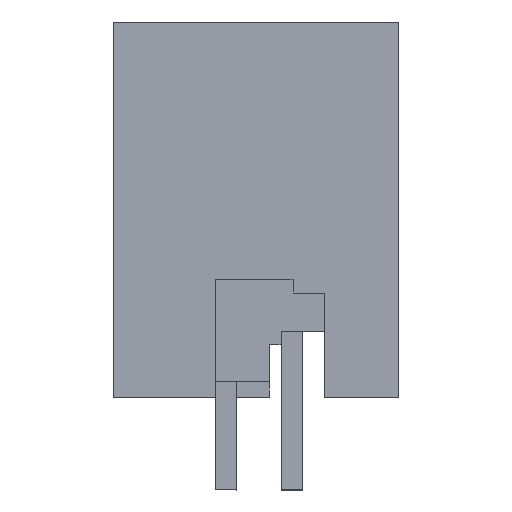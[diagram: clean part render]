
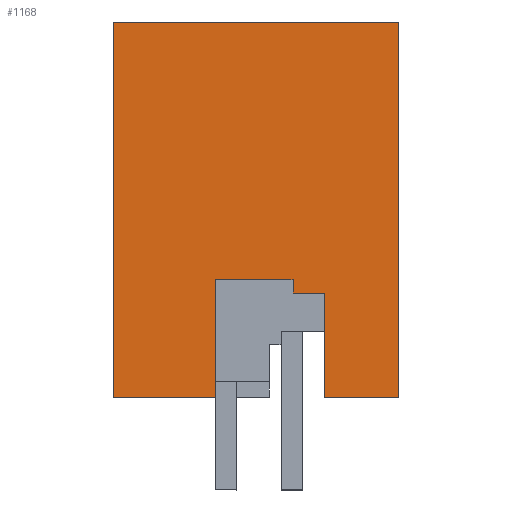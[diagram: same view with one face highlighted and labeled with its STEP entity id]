
A CAD part, left-side view. The second image highlights one B-rep face of the part: STEP entity #1168.
In plain terms, the highlighted planar face has unit normal (-1, 0, 0).
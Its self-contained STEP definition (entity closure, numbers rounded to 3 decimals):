
#1114=AXIS2_PLACEMENT_3D('Plane Axis2P3D',#1111,#1112,#1113) ;
#183=CARTESIAN_POINT('Vertex',(0.,10.8,17.7)) ;
#186=CARTESIAN_POINT('Line Origine',(0.,5.4,17.7)) ;
#190=CARTESIAN_POINT('Vertex',(0.,0.,17.7)) ;
#487=CARTESIAN_POINT('Vertex',(0.,0.,3.5)) ;
#490=CARTESIAN_POINT('Line Origine',(0.,0.,10.6)) ;
#507=CARTESIAN_POINT('Line Origine',(0.,1.4,3.5)) ;
#511=CARTESIAN_POINT('Vertex',(0.,2.8,3.5)) ;
#734=CARTESIAN_POINT('Vertex',(0.,10.8,3.5)) ;
#737=CARTESIAN_POINT('Line Origine',(0.,10.8,10.6)) ;
#1111=CARTESIAN_POINT('Axis2P3D Location',(0.,10.8,12.7)) ;
#1116=CARTESIAN_POINT('Line Origine',(0.,8.875,3.5)) ;
#1120=CARTESIAN_POINT('Vertex',(0.,6.95,3.5)) ;
#1123=CARTESIAN_POINT('Line Origine',(0.,6.95,5.725)) ;
#1127=CARTESIAN_POINT('Vertex',(0.,6.95,7.95)) ;
#1130=CARTESIAN_POINT('Line Origine',(0.,5.475,7.95)) ;
#1134=CARTESIAN_POINT('Vertex',(0.,4.,7.95)) ;
#1137=CARTESIAN_POINT('Line Origine',(0.,4.,7.7)) ;
#1141=CARTESIAN_POINT('Vertex',(0.,4.,7.45)) ;
#1144=CARTESIAN_POINT('Line Origine',(0.,3.4,7.45)) ;
#1148=CARTESIAN_POINT('Vertex',(0.,2.8,7.45)) ;
#1151=CARTESIAN_POINT('Line Origine',(0.,2.8,5.475)) ;
#187=DIRECTION('Vector Direction',(0.,-1.,0.)) ;
#491=DIRECTION('Vector Direction',(0.,0.,1.)) ;
#508=DIRECTION('Vector Direction',(0.,-1.,0.)) ;
#738=DIRECTION('Vector Direction',(0.,0.,1.)) ;
#1112=DIRECTION('Axis2P3D Direction',(1.,0.,0.)) ;
#1113=DIRECTION('Axis2P3D XDirection',(0.,1.,0.)) ;
#1117=DIRECTION('Vector Direction',(0.,-1.,0.)) ;
#1124=DIRECTION('Vector Direction',(0.,0.,-1.)) ;
#1131=DIRECTION('Vector Direction',(0.,-1.,0.)) ;
#1138=DIRECTION('Vector Direction',(0.,0.,-1.)) ;
#1145=DIRECTION('Vector Direction',(0.,-1.,0.)) ;
#1152=DIRECTION('Vector Direction',(0.,0.,-1.)) ;
#188=VECTOR('Line Direction',#187,1.) ;
#492=VECTOR('Line Direction',#491,1.) ;
#509=VECTOR('Line Direction',#508,1.) ;
#739=VECTOR('Line Direction',#738,1.) ;
#1118=VECTOR('Line Direction',#1117,1.) ;
#1125=VECTOR('Line Direction',#1124,1.) ;
#1132=VECTOR('Line Direction',#1131,1.) ;
#1139=VECTOR('Line Direction',#1138,1.) ;
#1146=VECTOR('Line Direction',#1145,1.) ;
#1153=VECTOR('Line Direction',#1152,1.) ;
#1157=ORIENTED_EDGE('',*,*,#513,.T.) ;
#1158=ORIENTED_EDGE('',*,*,#494,.T.) ;
#1159=ORIENTED_EDGE('',*,*,#192,.F.) ;
#1160=ORIENTED_EDGE('',*,*,#741,.F.) ;
#1161=ORIENTED_EDGE('',*,*,#1122,.T.) ;
#1162=ORIENTED_EDGE('',*,*,#1129,.F.) ;
#1163=ORIENTED_EDGE('',*,*,#1136,.T.) ;
#1164=ORIENTED_EDGE('',*,*,#1143,.T.) ;
#1165=ORIENTED_EDGE('',*,*,#1150,.T.) ;
#1166=ORIENTED_EDGE('',*,*,#1155,.T.) ;
#1168=ADVANCED_FACE('HOUSING',(#1167),#1115,.F.) ;
#192=EDGE_CURVE('',#184,#191,#189,.T.) ;
#494=EDGE_CURVE('',#488,#191,#493,.T.) ;
#513=EDGE_CURVE('',#512,#488,#510,.T.) ;
#741=EDGE_CURVE('',#735,#184,#740,.T.) ;
#1122=EDGE_CURVE('',#735,#1121,#1119,.T.) ;
#1129=EDGE_CURVE('',#1128,#1121,#1126,.T.) ;
#1136=EDGE_CURVE('',#1128,#1135,#1133,.T.) ;
#1143=EDGE_CURVE('',#1135,#1142,#1140,.T.) ;
#1150=EDGE_CURVE('',#1142,#1149,#1147,.T.) ;
#1155=EDGE_CURVE('',#1149,#512,#1154,.T.) ;
#1156=EDGE_LOOP('',(#1157,#1158,#1159,#1160,#1161,#1162,#1163,#1164,#1165,#1166)) ;
#1167=FACE_OUTER_BOUND('',#1156,.T.) ;
#189=LINE('Line',#186,#188) ;
#493=LINE('Line',#490,#492) ;
#510=LINE('Line',#507,#509) ;
#740=LINE('Line',#737,#739) ;
#1119=LINE('Line',#1116,#1118) ;
#1126=LINE('Line',#1123,#1125) ;
#1133=LINE('Line',#1130,#1132) ;
#1140=LINE('Line',#1137,#1139) ;
#1147=LINE('Line',#1144,#1146) ;
#1154=LINE('Line',#1151,#1153) ;
#1115=PLANE('',#1114) ;
#184=VERTEX_POINT('',#183) ;
#191=VERTEX_POINT('',#190) ;
#488=VERTEX_POINT('',#487) ;
#512=VERTEX_POINT('',#511) ;
#735=VERTEX_POINT('',#734) ;
#1121=VERTEX_POINT('',#1120) ;
#1128=VERTEX_POINT('',#1127) ;
#1135=VERTEX_POINT('',#1134) ;
#1142=VERTEX_POINT('',#1141) ;
#1149=VERTEX_POINT('',#1148) ;
